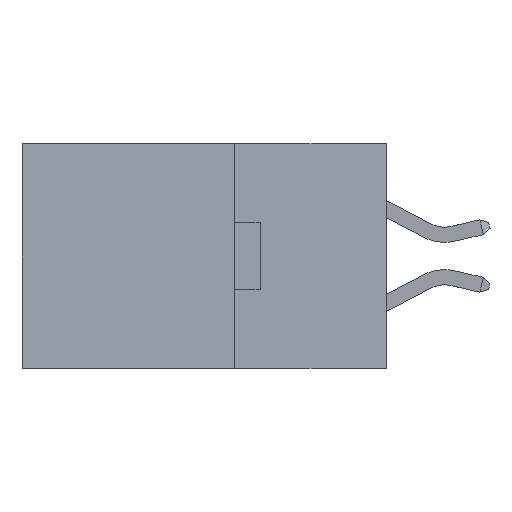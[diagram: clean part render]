
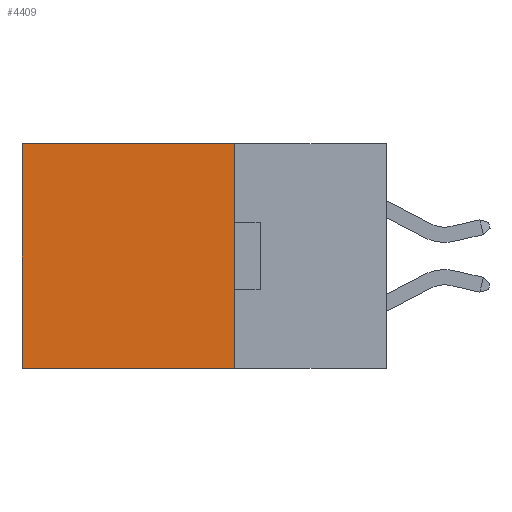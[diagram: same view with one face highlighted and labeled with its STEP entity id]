
A CAD part, left-side view. The second image highlights one B-rep face of the part: STEP entity #4409.
In plain terms, the highlighted planar face has unit normal (-1, 0, 0).
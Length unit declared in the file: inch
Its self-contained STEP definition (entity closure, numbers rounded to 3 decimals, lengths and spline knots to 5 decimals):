
#4 = VERTEX_POINT ( 'NONE', #14361 ) ;
#59 = VERTEX_POINT ( 'NONE', #27210 ) ;
#575 = VERTEX_POINT ( 'NONE', #1641 ) ;
#638 = LINE ( 'NONE', #7546, #18006 ) ;
#1078 = DIRECTION ( 'NONE',  ( 0., 0., -1. ) ) ;
#1238 = EDGE_LOOP ( 'NONE', ( #15103, #9565, #9362, #19437 ) ) ;
#1641 = CARTESIAN_POINT ( 'NONE',  ( 0.2615, 0.6, 0. ) ) ;
#1893 = CARTESIAN_POINT ( 'NONE',  ( 0.2615, 0.25, -0.37 ) ) ;
#2127 = FACE_OUTER_BOUND ( 'NONE', #1238, .T. ) ;
#2905 = VECTOR ( 'NONE', #1078, 39.37008 ) ;
#4354 = CARTESIAN_POINT ( 'NONE',  ( 0.2615, 0.6, -0.37 ) ) ;
#4409 = ADVANCED_FACE ( 'NONE', ( #2127 ), #23904, .F. ) ;
#5416 = CARTESIAN_POINT ( 'NONE',  ( 0.2615, 0.6, -0.37 ) ) ;
#5638 = VECTOR ( 'NONE', #26111, 39.37008 ) ;
#5922 = LINE ( 'NONE', #1893, #5638 ) ;
#7546 = CARTESIAN_POINT ( 'NONE',  ( 0.2615, 0.25, -0.37 ) ) ;
#9188 = EDGE_CURVE ( 'NONE', #59, #23376, #638, .T. ) ;
#9362 = ORIENTED_EDGE ( 'NONE', *, *, #12915, .F. ) ;
#9565 = ORIENTED_EDGE ( 'NONE', *, *, #9188, .F. ) ;
#10774 = DIRECTION ( 'NONE',  ( 1., 0., 0. ) ) ;
#11814 = EDGE_CURVE ( 'NONE', #575, #23376, #16362, .T. ) ;
#12580 = AXIS2_PLACEMENT_3D ( 'NONE', #21722, #10774, #17535 ) ;
#12915 = EDGE_CURVE ( 'NONE', #4, #59, #5922, .T. ) ;
#13151 = LINE ( 'NONE', #21948, #27793 ) ;
#13759 = EDGE_CURVE ( 'NONE', #4, #575, #13151, .T. ) ;
#14361 = CARTESIAN_POINT ( 'NONE',  ( 0.2615, 0.25, 0. ) ) ;
#15103 = ORIENTED_EDGE ( 'NONE', *, *, #11814, .T. ) ;
#16362 = LINE ( 'NONE', #5416, #2905 ) ;
#17535 = DIRECTION ( 'NONE',  ( 0., 0., -1. ) ) ;
#18006 = VECTOR ( 'NONE', #27304, 39.37008 ) ;
#19352 = DIRECTION ( 'NONE',  ( 0., 1., 0. ) ) ;
#19437 = ORIENTED_EDGE ( 'NONE', *, *, #13759, .T. ) ;
#21722 = CARTESIAN_POINT ( 'NONE',  ( 0.2615, 0.25, -0.37 ) ) ;
#21948 = CARTESIAN_POINT ( 'NONE',  ( 0.2615, 0.25, 0. ) ) ;
#23376 = VERTEX_POINT ( 'NONE', #4354 ) ;
#23904 = PLANE ( 'NONE',  #12580 ) ;
#26111 = DIRECTION ( 'NONE',  ( 0., 0., -1. ) ) ;
#27210 = CARTESIAN_POINT ( 'NONE',  ( 0.2615, 0.25, -0.37 ) ) ;
#27304 = DIRECTION ( 'NONE',  ( 0., 1., 0. ) ) ;
#27793 = VECTOR ( 'NONE', #19352, 39.37008 ) ;
